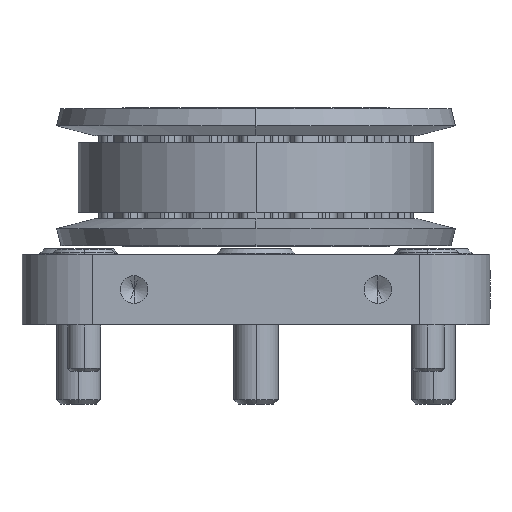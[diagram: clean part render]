
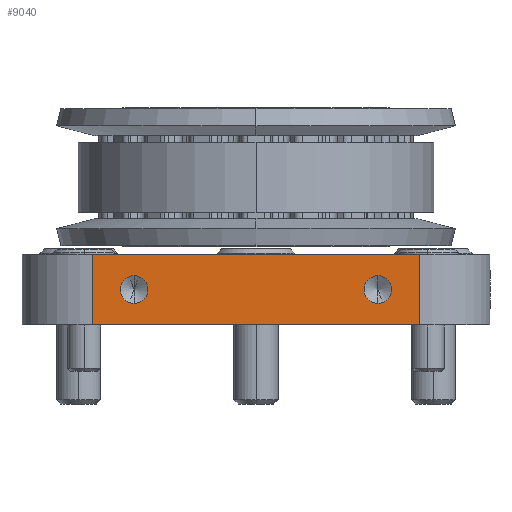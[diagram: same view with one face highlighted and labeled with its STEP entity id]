
A CAD part, left-side view. The second image highlights one B-rep face of the part: STEP entity #9040.
In plain terms, the highlighted planar face has unit normal (-1, 0, 0).
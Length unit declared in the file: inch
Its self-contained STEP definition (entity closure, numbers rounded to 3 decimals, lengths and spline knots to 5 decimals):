
#248 = EDGE_CURVE ( 'NONE', #5660, #11521, #17972, .T. ) ;
#1305 = EDGE_LOOP ( 'NONE', ( #13483, #24991, #13605, #21505 ) ) ;
#1307 = CARTESIAN_POINT ( 'NONE',  ( -2.3622, 0.43307, 0.125 ) ) ;
#2547 = PLANE ( 'NONE',  #22281 ) ;
#2631 = EDGE_CURVE ( 'NONE', #11521, #8014, #13662, .T. ) ;
#2950 = VECTOR ( 'NONE', #25242, 39.37008 ) ;
#3696 = CARTESIAN_POINT ( 'NONE',  ( -2.3622, 0.43307, 0.07579 ) ) ;
#4201 = DIRECTION ( 'NONE',  ( -1., 0., 0. ) ) ;
#4231 = CARTESIAN_POINT ( 'NONE',  ( -2.3622, 1.15, 0.25 ) ) ;
#4279 = AXIS2_PLACEMENT_3D ( 'NONE', #24877, #7017, #15082 ) ;
#5127 = DIRECTION ( 'NONE',  ( 0., 0., 1. ) ) ;
#5198 = EDGE_CURVE ( 'NONE', #6362, #5660, #13104, .T. ) ;
#5660 = VERTEX_POINT ( 'NONE', #20917 ) ;
#6362 = VERTEX_POINT ( 'NONE', #14794 ) ;
#6515 = CARTESIAN_POINT ( 'NONE',  ( -2.3622, -0.43307, 0.125 ) ) ;
#6674 = FACE_BOUND ( 'NONE', #22337, .T. ) ;
#6785 = ORIENTED_EDGE ( 'NONE', *, *, #17820, .F. ) ;
#7017 = DIRECTION ( 'NONE',  ( -1., 0., 0. ) ) ;
#8008 = ORIENTED_EDGE ( 'NONE', *, *, #8925, .F. ) ;
#8014 = VERTEX_POINT ( 'NONE', #10529 ) ;
#8197 = DIRECTION ( 'NONE',  ( 0., 0., 1. ) ) ;
#8212 = DIRECTION ( 'NONE',  ( 0., -1., 0. ) ) ;
#8476 = DIRECTION ( 'NONE',  ( 0., 0., 1. ) ) ;
#8925 = EDGE_CURVE ( 'NONE', #23161, #20298, #23511, .T. ) ;
#9040 = ADVANCED_FACE ( 'NONE', ( #14002, #6674, #21856 ), #2547, .F. ) ;
#9178 = DIRECTION ( 'NONE',  ( -1., 0., 0. ) ) ;
#9323 = LINE ( 'NONE', #21150, #20057 ) ;
#10529 = CARTESIAN_POINT ( 'NONE',  ( -2.3622, -0.5811, 0. ) ) ;
#11521 = VERTEX_POINT ( 'NONE', #14799 ) ;
#11571 = CARTESIAN_POINT ( 'NONE',  ( -2.3622, 0.43307, 0.17421 ) ) ;
#11964 = DIRECTION ( 'NONE',  ( 0., 1., 0. ) ) ;
#12813 = DIRECTION ( 'NONE',  ( 0., -1., 0. ) ) ;
#13104 = LINE ( 'NONE', #17070, #24135 ) ;
#13132 = VERTEX_POINT ( 'NONE', #19034 ) ;
#13483 = ORIENTED_EDGE ( 'NONE', *, *, #2631, .F. ) ;
#13605 = ORIENTED_EDGE ( 'NONE', *, *, #5198, .F. ) ;
#13662 = LINE ( 'NONE', #21253, #2950 ) ;
#13755 = EDGE_CURVE ( 'NONE', #14405, #13132, #15851, .T. ) ;
#14002 = FACE_OUTER_BOUND ( 'NONE', #1305, .T. ) ;
#14207 = AXIS2_PLACEMENT_3D ( 'NONE', #6515, #4201, #8197 ) ;
#14405 = VERTEX_POINT ( 'NONE', #19540 ) ;
#14794 = CARTESIAN_POINT ( 'NONE',  ( -2.3622, 0.5811, 0. ) ) ;
#14799 = CARTESIAN_POINT ( 'NONE',  ( -2.3622, -0.5811, 0.25 ) ) ;
#15082 = DIRECTION ( 'NONE',  ( 0., 0., 1. ) ) ;
#15851 = CIRCLE ( 'NONE', #14207, 0.04921 ) ;
#16436 = DIRECTION ( 'NONE',  ( 1., 0., 0. ) ) ;
#17070 = CARTESIAN_POINT ( 'NONE',  ( -2.3622, 0.5811, 0.25 ) ) ;
#17261 = DIRECTION ( 'NONE',  ( 0., 0., 1. ) ) ;
#17262 = EDGE_LOOP ( 'NONE', ( #8008, #6785 ) ) ;
#17737 = AXIS2_PLACEMENT_3D ( 'NONE', #1307, #9178, #17261 ) ;
#17757 = VECTOR ( 'NONE', #8212, 39.37008 ) ;
#17820 = EDGE_CURVE ( 'NONE', #20298, #23161, #22505, .T. ) ;
#17972 = LINE ( 'NONE', #22212, #17757 ) ;
#18232 = DIRECTION ( 'NONE',  ( -1., 0., 0. ) ) ;
#18303 = EDGE_CURVE ( 'NONE', #6362, #8014, #9323, .T. ) ;
#19034 = CARTESIAN_POINT ( 'NONE',  ( -2.3622, -0.43307, 0.07579 ) ) ;
#19540 = CARTESIAN_POINT ( 'NONE',  ( -2.3622, -0.43307, 0.17421 ) ) ;
#20057 = VECTOR ( 'NONE', #12813, 39.37008 ) ;
#20298 = VERTEX_POINT ( 'NONE', #3696 ) ;
#20824 = ORIENTED_EDGE ( 'NONE', *, *, #13755, .F. ) ;
#20917 = CARTESIAN_POINT ( 'NONE',  ( -2.3622, 0.5811, 0.25 ) ) ;
#20995 = EDGE_CURVE ( 'NONE', #13132, #14405, #23173, .T. ) ;
#21150 = CARTESIAN_POINT ( 'NONE',  ( -2.3622, 0., 0. ) ) ;
#21253 = CARTESIAN_POINT ( 'NONE',  ( -2.3622, -0.5811, 0.25 ) ) ;
#21505 = ORIENTED_EDGE ( 'NONE', *, *, #18303, .T. ) ;
#21856 = FACE_BOUND ( 'NONE', #17262, .T. ) ;
#22212 = CARTESIAN_POINT ( 'NONE',  ( -2.3622, 1.15, 0.25 ) ) ;
#22281 = AXIS2_PLACEMENT_3D ( 'NONE', #4231, #16436, #11964 ) ;
#22337 = EDGE_LOOP ( 'NONE', ( #20824, #23130 ) ) ;
#22505 = CIRCLE ( 'NONE', #23735, 0.04921 ) ;
#23130 = ORIENTED_EDGE ( 'NONE', *, *, #20995, .F. ) ;
#23161 = VERTEX_POINT ( 'NONE', #11571 ) ;
#23173 = CIRCLE ( 'NONE', #4279, 0.04921 ) ;
#23511 = CIRCLE ( 'NONE', #17737, 0.04921 ) ;
#23735 = AXIS2_PLACEMENT_3D ( 'NONE', #24537, #18232, #8476 ) ;
#24135 = VECTOR ( 'NONE', #5127, 39.37008 ) ;
#24537 = CARTESIAN_POINT ( 'NONE',  ( -2.3622, 0.43307, 0.125 ) ) ;
#24877 = CARTESIAN_POINT ( 'NONE',  ( -2.3622, -0.43307, 0.125 ) ) ;
#24991 = ORIENTED_EDGE ( 'NONE', *, *, #248, .F. ) ;
#25242 = DIRECTION ( 'NONE',  ( 0., 0., -1. ) ) ;
